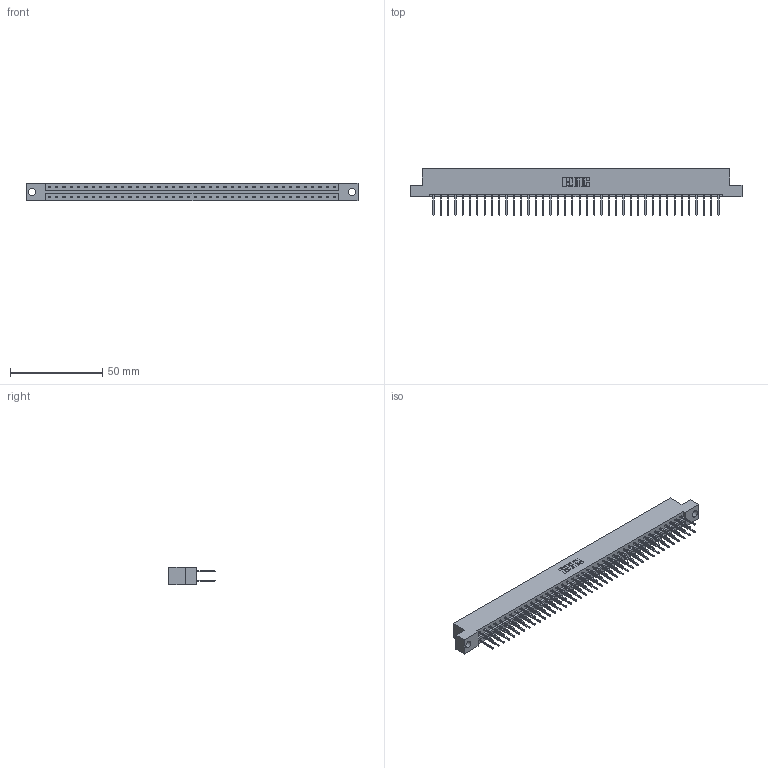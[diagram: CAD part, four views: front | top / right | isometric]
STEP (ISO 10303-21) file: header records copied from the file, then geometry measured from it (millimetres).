
FILE_DESCRIPTION (( 'STEP AP203' ), '1' );
FILE_NAME ('333-080-523-204.STEP', '2018-08-05T01:22:07', ( '' ), ( '' ), 'SwSTEP 2.0', 'SolidWorks 2016', '' );
FILE_SCHEMA (( 'CONFIG_CONTROL_DESIGN' ));
Length unit declared in the file: inch
Products named in the file (3): 333-080-523-204; 333 Part_Flush - .156 Dia - TH; 345-292-001_345-293-123
Assembly tree (81 placements, depth 2):
  333-080-523-204
    333 Part_Flush - .156 Dia - TH
    345-292-001_345-293-123  x80
Bounding box: 180.04 x 25.15 x 9.4 mm (x, y, z)
Volume: 18438 mm3; surface area: 22352.3 mm2
Topology: 81 solids, 81 shells, 4274 faces, 12711 edges, 8366 vertices
Faces by surface type: plane 2950, cylinder 1324
Entity records: 26013 total; most frequent: CARTESIAN_POINT 4314, ORIENTED_EDGE 4250, DIRECTION 3689, EDGE_CURVE 2125, VECTOR 1997, LINE 1997, VERTEX_POINT 1414, AXIS2_PLACEMENT_3D 846
